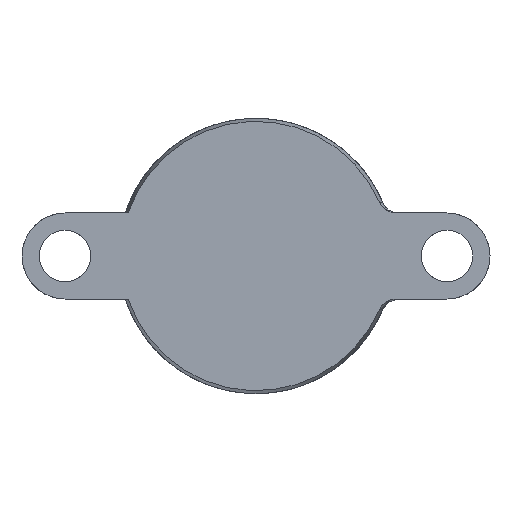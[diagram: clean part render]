
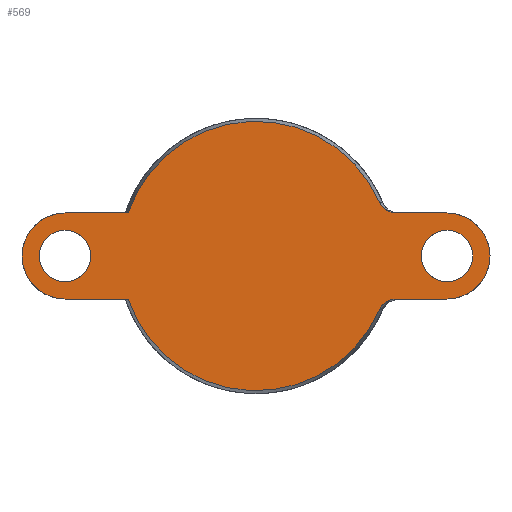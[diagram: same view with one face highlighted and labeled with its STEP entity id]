
A CAD part, front view. The second image highlights one B-rep face of the part: STEP entity #569.
In plain terms, the highlighted planar face has unit normal (0, -1, 0).
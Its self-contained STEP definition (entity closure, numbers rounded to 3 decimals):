
#4 = EDGE_CURVE ( 'NONE', #1233, #168, #1275, .T. ) ;
#7 = CARTESIAN_POINT ( 'NONE',  ( 0., 0., 0. ) ) ;
#16 = CIRCLE ( 'NONE', #909, 7.5 ) ;
#39 = CARTESIAN_POINT ( 'NONE',  ( 55.5, 0., 0. ) ) ;
#41 = AXIS2_PLACEMENT_3D ( 'NONE', #204, #215, #1116 ) ;
#64 = CARTESIAN_POINT ( 'NONE',  ( 36.381, 0., -14.668 ) ) ;
#68 = CARTESIAN_POINT ( 'NONE',  ( 38.897, 0., 12.778 ) ) ;
#72 = CARTESIAN_POINT ( 'NONE',  ( 38.218, 0., -13.072 ) ) ;
#118 = VECTOR ( 'NONE', #805, 1000. ) ;
#121 = VECTOR ( 'NONE', #389, 1000. ) ;
#157 = EDGE_LOOP ( 'NONE', ( #356 ) ) ;
#159 = CARTESIAN_POINT ( 'NONE',  ( 37.591, 0., -13.458 ) ) ;
#167 = CARTESIAN_POINT ( 'NONE',  ( 55.5, 0., -12.5 ) ) ;
#168 = VERTEX_POINT ( 'NONE', #230 ) ;
#169 = AXIS2_PLACEMENT_3D ( 'NONE', #7, #318, #904 ) ;
#175 = CARTESIAN_POINT ( 'NONE',  ( 38.891, 0., -12.781 ) ) ;
#178 = CARTESIAN_POINT ( 'NONE',  ( 40.579, 0., 12.5 ) ) ;
#184 = ORIENTED_EDGE ( 'NONE', *, *, #578, .F. ) ;
#192 = VERTEX_POINT ( 'NONE', #843 ) ;
#195 = CARTESIAN_POINT ( 'NONE',  ( 38.008, 0., 13.187 ) ) ;
#198 = VERTEX_POINT ( 'NONE', #820 ) ;
#204 = CARTESIAN_POINT ( 'NONE',  ( 0., 0., 0. ) ) ;
#215 = DIRECTION ( 'NONE',  ( 0., -1., 0. ) ) ;
#230 = CARTESIAN_POINT ( 'NONE',  ( -37.093, 0., 12.5 ) ) ;
#238 = ORIENTED_EDGE ( 'NONE', *, *, #767, .T. ) ;
#239 = ORIENTED_EDGE ( 'NONE', *, *, #1109, .T. ) ;
#240 = PLANE ( 'NONE',  #1015 ) ;
#262 = CARTESIAN_POINT ( 'NONE',  ( 36.861, 0., 14.101 ) ) ;
#276 = CARTESIAN_POINT ( 'NONE',  ( 37.598, 0., 13.453 ) ) ;
#290 = AXIS2_PLACEMENT_3D ( 'NONE', #39, #860, #652 ) ;
#297 = DIRECTION ( 'NONE',  ( 0., -1., 0. ) ) ;
#318 = DIRECTION ( 'NONE',  ( 0., -1., 0. ) ) ;
#322 = LINE ( 'NONE', #1045, #455 ) ;
#338 = VERTEX_POINT ( 'NONE', #167 ) ;
#340 = FACE_BOUND ( 'NONE', #529, .T. ) ;
#356 = ORIENTED_EDGE ( 'NONE', *, *, #927, .T. ) ;
#375 = CIRCLE ( 'NONE', #1066, 7.5 ) ;
#377 = VERTEX_POINT ( 'NONE', #690 ) ;
#378 = AXIS2_PLACEMENT_3D ( 'NONE', #410, #297, #1101 ) ;
#380 = CARTESIAN_POINT ( 'NONE',  ( 36.388, 0., 14.659 ) ) ;
#385 = CARTESIAN_POINT ( 'NONE',  ( -55.5, 0., 0. ) ) ;
#389 = DIRECTION ( 'NONE',  ( 1., 0., 0. ) ) ;
#396 = CARTESIAN_POINT ( 'NONE',  ( 40.085, 0., 12.5 ) ) ;
#410 = CARTESIAN_POINT ( 'NONE',  ( -55.5, 0., 0. ) ) ;
#432 = CARTESIAN_POINT ( 'NONE',  ( 55.5, 0., 7.5 ) ) ;
#436 = VERTEX_POINT ( 'NONE', #990 ) ;
#442 = ORIENTED_EDGE ( 'NONE', *, *, #462, .F. ) ;
#443 = FACE_OUTER_BOUND ( 'NONE', #779, .T. ) ;
#448 = CARTESIAN_POINT ( 'NONE',  ( 39.592, 0., -12.572 ) ) ;
#455 = VECTOR ( 'NONE', #616, 1000. ) ;
#457 = CARTESIAN_POINT ( 'NONE',  ( 35.928, 0., -15.535 ) ) ;
#461 = CARTESIAN_POINT ( 'NONE',  ( 55.5, 0., 0. ) ) ;
#462 = EDGE_CURVE ( 'NONE', #918, #377, #790, .T. ) ;
#469 = LINE ( 'NONE', #1264, #1190 ) ;
#483 = CARTESIAN_POINT ( 'NONE',  ( 37.032, 0., 13.927 ) ) ;
#499 = CARTESIAN_POINT ( 'NONE',  ( 35.928, 0., -15.535 ) ) ;
#529 = EDGE_LOOP ( 'NONE', ( #1139 ) ) ;
#536 = DIRECTION ( 'NONE',  ( 0., 0., 1. ) ) ;
#555 = CARTESIAN_POINT ( 'NONE',  ( 38., 0., -13.192 ) ) ;
#566 = ORIENTED_EDGE ( 'NONE', *, *, #679, .T. ) ;
#569 = ADVANCED_FACE ( 'NONE', ( #443, #637, #340 ), #240, .F. ) ;
#578 = EDGE_CURVE ( 'NONE', #338, #192, #322, .T. ) ;
#616 = DIRECTION ( 'NONE',  ( -1., 0., 0. ) ) ;
#633 = CARTESIAN_POINT ( 'NONE',  ( -55.5, 0., 7.5 ) ) ;
#637 = FACE_BOUND ( 'NONE', #157, .T. ) ;
#639 = VERTEX_POINT ( 'NONE', #633 ) ;
#646 = VERTEX_POINT ( 'NONE', #432 ) ;
#652 = DIRECTION ( 'NONE',  ( 0., 0., -1. ) ) ;
#655 = CARTESIAN_POINT ( 'NONE',  ( 37.397, 0., -13.606 ) ) ;
#676 = DIRECTION ( 'NONE',  ( -1., 0., 0. ) ) ;
#679 = EDGE_CURVE ( 'NONE', #1246, #192, #744, .T. ) ;
#684 = CARTESIAN_POINT ( 'NONE',  ( 15., 0., 12.5 ) ) ;
#689 = CARTESIAN_POINT ( 'NONE',  ( 36.124, 0., 15.081 ) ) ;
#690 = CARTESIAN_POINT ( 'NONE',  ( 55.5, 0., 12.5 ) ) ;
#722 = CIRCLE ( 'NONE', #169, 39.143 ) ;
#744 = B_SPLINE_CURVE_WITH_KNOTS ( 'NONE', 3,
 ( #457, #874, #64, #855, #777, #655, #159, #555, #72, #1274, #175, #448, #954, #868 ),
 .UNSPECIFIED., .F., .F.,
 ( 4, 2, 2, 2, 2, 2, 4 ),
 ( 0., 0.001, 0.002, 0.003, 0.004, 0.004, 0.006 ),
 .UNSPECIFIED. ) ;
#767 = EDGE_CURVE ( 'NONE', #168, #198, #469, .T. ) ;
#774 = DIRECTION ( 'NONE',  ( 0., 0., 1. ) ) ;
#777 = CARTESIAN_POINT ( 'NONE',  ( 37.031, 0., -13.929 ) ) ;
#779 = EDGE_LOOP ( 'NONE', ( #442, #239, #1068, #238, #838, #1133, #1212, #566, #184, #1261 ) ) ;
#780 = DIRECTION ( 'NONE',  ( 0., -1., 0. ) ) ;
#790 = LINE ( 'NONE', #684, #118 ) ;
#794 = CARTESIAN_POINT ( 'NONE',  ( 38.665, 0., 12.866 ) ) ;
#805 = DIRECTION ( 'NONE',  ( 1., 0., 0. ) ) ;
#820 = CARTESIAN_POINT ( 'NONE',  ( -55.5, 0., 12.5 ) ) ;
#829 = CIRCLE ( 'NONE', #378, 12.5 ) ;
#838 = ORIENTED_EDGE ( 'NONE', *, *, #1280, .T. ) ;
#843 = CARTESIAN_POINT ( 'NONE',  ( 40.579, 0., -12.5 ) ) ;
#855 = CARTESIAN_POINT ( 'NONE',  ( 36.857, 0., -14.106 ) ) ;
#860 = DIRECTION ( 'NONE',  ( 0., 1., 0. ) ) ;
#868 = CARTESIAN_POINT ( 'NONE',  ( 40.579, 0., -12.5 ) ) ;
#874 = CARTESIAN_POINT ( 'NONE',  ( 36.124, 0., -15.081 ) ) ;
#883 = CARTESIAN_POINT ( 'NONE',  ( 39.603, 0., 12.57 ) ) ;
#904 = DIRECTION ( 'NONE',  ( 0., 0., -1. ) ) ;
#909 = AXIS2_PLACEMENT_3D ( 'NONE', #385, #780, #774 ) ;
#918 = VERTEX_POINT ( 'NONE', #1232 ) ;
#927 = EDGE_CURVE ( 'NONE', #646, #646, #375, .T. ) ;
#954 = CARTESIAN_POINT ( 'NONE',  ( 40.085, 0., -12.5 ) ) ;
#967 = CARTESIAN_POINT ( 'NONE',  ( -55.5, 0., -12.5 ) ) ;
#985 = CARTESIAN_POINT ( 'NONE',  ( -15., 0., -12.5 ) ) ;
#989 = CARTESIAN_POINT ( 'NONE',  ( 37.4, 0., 13.603 ) ) ;
#990 = CARTESIAN_POINT ( 'NONE',  ( -37.093, 0., -12.5 ) ) ;
#996 = EDGE_CURVE ( 'NONE', #377, #338, #1121, .T. ) ;
#1015 = AXIS2_PLACEMENT_3D ( 'NONE', #1038, #1135, #536 ) ;
#1038 = CARTESIAN_POINT ( 'NONE',  ( -39.143, 0., 0. ) ) ;
#1045 = CARTESIAN_POINT ( 'NONE',  ( 15., 0., -12.5 ) ) ;
#1050 = B_SPLINE_CURVE_WITH_KNOTS ( 'NONE', 3,
 ( #178, #396, #883, #68, #794, #1065, #195, #276, #989, #483, #262, #380, #689, #1281 ),
 .UNSPECIFIED., .F., .F.,
 ( 4, 2, 2, 2, 2, 2, 4 ),
 ( 0., 0.001, 0.002, 0.003, 0.004, 0.004, 0.006 ),
 .UNSPECIFIED. ) ;
#1065 = CARTESIAN_POINT ( 'NONE',  ( 38.221, 0., 13.07 ) ) ;
#1066 = AXIS2_PLACEMENT_3D ( 'NONE', #461, #1130, #1153 ) ;
#1068 = ORIENTED_EDGE ( 'NONE', *, *, #4, .T. ) ;
#1076 = LINE ( 'NONE', #985, #121 ) ;
#1101 = DIRECTION ( 'NONE',  ( 0., 0., -1. ) ) ;
#1109 = EDGE_CURVE ( 'NONE', #918, #1233, #1050, .T. ) ;
#1114 = VERTEX_POINT ( 'NONE', #967 ) ;
#1116 = DIRECTION ( 'NONE',  ( 0., 0., -1. ) ) ;
#1121 = CIRCLE ( 'NONE', #290, 12.5 ) ;
#1130 = DIRECTION ( 'NONE',  ( 0., 1., 0. ) ) ;
#1133 = ORIENTED_EDGE ( 'NONE', *, *, #1191, .T. ) ;
#1135 = DIRECTION ( 'NONE',  ( 0., 1., 0. ) ) ;
#1139 = ORIENTED_EDGE ( 'NONE', *, *, #1147, .F. ) ;
#1147 = EDGE_CURVE ( 'NONE', #639, #639, #16, .T. ) ;
#1153 = DIRECTION ( 'NONE',  ( 0., 0., 1. ) ) ;
#1190 = VECTOR ( 'NONE', #676, 1000. ) ;
#1191 = EDGE_CURVE ( 'NONE', #1114, #436, #1076, .T. ) ;
#1202 = CARTESIAN_POINT ( 'NONE',  ( 35.928, 0., 15.535 ) ) ;
#1212 = ORIENTED_EDGE ( 'NONE', *, *, #1240, .T. ) ;
#1232 = CARTESIAN_POINT ( 'NONE',  ( 40.579, 0., 12.5 ) ) ;
#1233 = VERTEX_POINT ( 'NONE', #1202 ) ;
#1240 = EDGE_CURVE ( 'NONE', #436, #1246, #722, .T. ) ;
#1246 = VERTEX_POINT ( 'NONE', #499 ) ;
#1261 = ORIENTED_EDGE ( 'NONE', *, *, #996, .F. ) ;
#1264 = CARTESIAN_POINT ( 'NONE',  ( -15., 0., 12.5 ) ) ;
#1274 = CARTESIAN_POINT ( 'NONE',  ( 38.663, 0., -12.866 ) ) ;
#1275 = CIRCLE ( 'NONE', #41, 39.143 ) ;
#1280 = EDGE_CURVE ( 'NONE', #198, #1114, #829, .T. ) ;
#1281 = CARTESIAN_POINT ( 'NONE',  ( 35.928, 0., 15.535 ) ) ;
